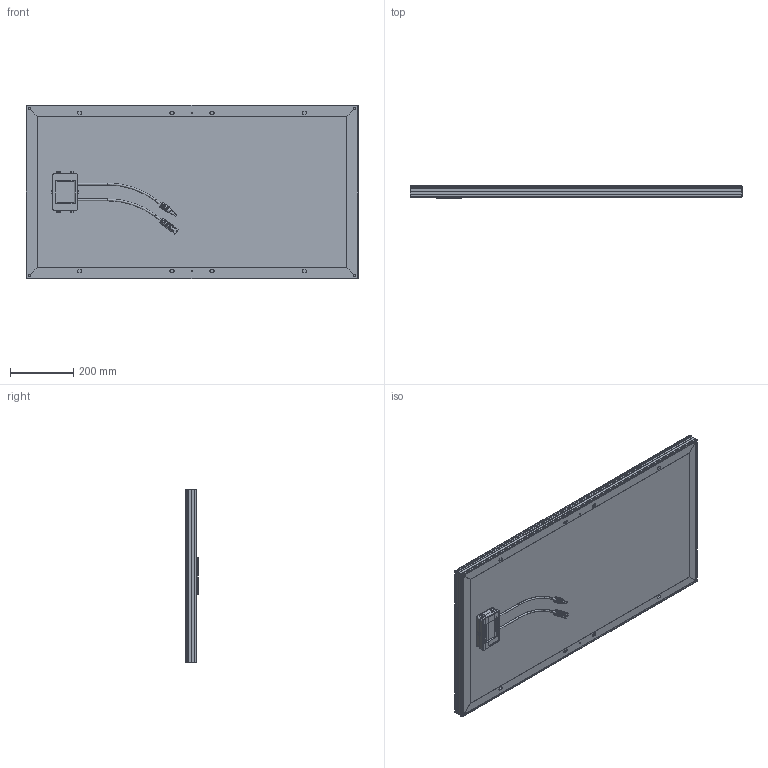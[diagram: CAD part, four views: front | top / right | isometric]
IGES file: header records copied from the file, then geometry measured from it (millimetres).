
Start section: SolidWorks IGES file using analytic representation for surfaces
Global section: file name: 0446 - Unisun 100-12 M - 550 x 1050 mm.IGS; native system: SolidWorks 2021; preprocessor: SolidWorks 2021; author: yoann; date: 220113.112004; units: millimetre
Bounding box: 1050 x 38.7 x 550 mm (x, y, z)
Surface area: 3079460.9 mm2 (no closed solid volume)
Topology: 0 solids, 0 shells, 1491 faces, 17109 edges, 17109 vertices
Faces by surface type: bspline 980, revolution 511
